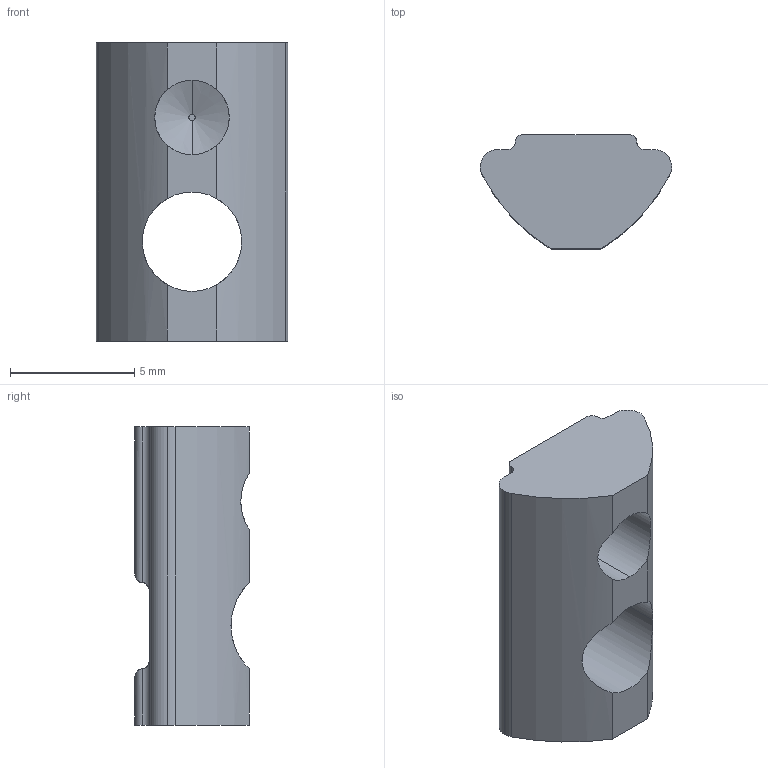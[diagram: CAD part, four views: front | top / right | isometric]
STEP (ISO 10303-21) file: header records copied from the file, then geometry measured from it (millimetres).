
FILE_DESCRIPTION (( 'STEP AP214' ), '1' );
FILE_NAME ('096215.STEP', '2010-09-10T11:36:34', ( 'Wido Fath' ), ( 'Fath GmbH' ), 'SwSTEP 2.0', 'SolidWorks 2010', '' );
FILE_SCHEMA (( 'AUTOMOTIVE_DESIGN' ));
Length unit declared in the file: millimetre
Products named in the file (1): 096215
Bounding box: 7.7 x 4.6 x 12 mm (x, y, z)
Volume: 222.2 mm3; surface area: 355.2 mm2
Topology: 1 solids, 1 shells, 30 faces, 85 edges, 56 vertices
Faces by surface type: cylinder 19, plane 9, cone 2
Entity records: 1119 total; most frequent: CARTESIAN_POINT 294, ORIENTED_EDGE 170, DIRECTION 167, EDGE_CURVE 85, AXIS2_PLACEMENT_3D 65, VERTEX_POINT 56, VECTOR 37, LINE 37
